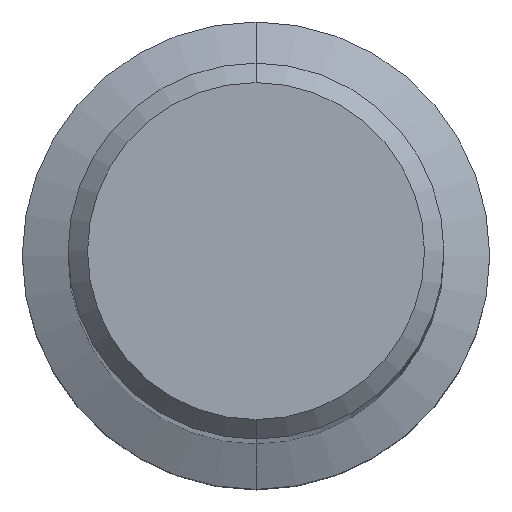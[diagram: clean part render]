
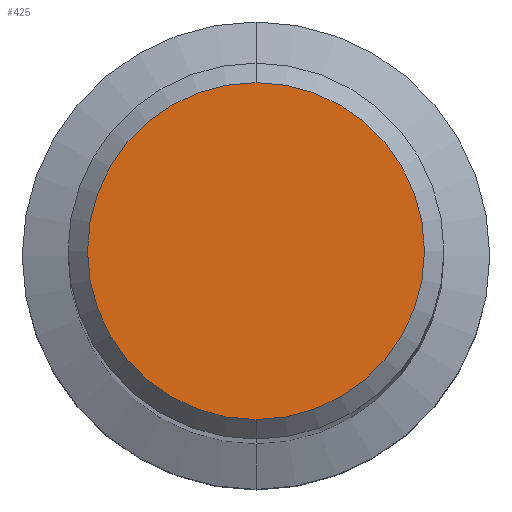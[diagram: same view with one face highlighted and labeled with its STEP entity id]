
A CAD part, top view. The second image highlights one B-rep face of the part: STEP entity #425.
In plain terms, the highlighted planar face has unit normal (0, 0, 1).
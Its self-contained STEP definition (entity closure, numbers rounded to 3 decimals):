
#211=EDGE_CURVE('',#403,#227,#566,.T.);
#227=VERTEX_POINT('',#583);
#403=VERTEX_POINT('',#778);
#425=ADVANCED_FACE('',(#803),#804,.T.);
#481=EDGE_CURVE('',#227,#403,#867,.T.);
#566=CIRCLE('',#954,8.65);
#583=CARTESIAN_POINT('',(0.0,8.65,0.0));
#778=CARTESIAN_POINT('',(0.,-8.65,0.0));
#803=FACE_OUTER_BOUND('',#1464,.T.);
#804=PLANE('',#1465);
#867=CIRCLE('',#1599,8.65);
#954=AXIS2_PLACEMENT_3D('',#1711,#1712,#1713);
#1464=EDGE_LOOP('',(#1993,#1994));
#1465=AXIS2_PLACEMENT_3D('',#1995,#1996,#1997);
#1599=AXIS2_PLACEMENT_3D('',#2067,#2068,#2069);
#1711=CARTESIAN_POINT('',(0.0,0.0,0.0));
#1712=DIRECTION('',(0.0,0.0,-1.0));
#1713=DIRECTION('',(0.0,1.0,0.0));
#1993=ORIENTED_EDGE('',*,*,#481,.F.);
#1994=ORIENTED_EDGE('',*,*,#211,.F.);
#1995=CARTESIAN_POINT('',(0.0,4.325,0.0));
#1996=DIRECTION('',(-0.0,0.0,1.0));
#1997=DIRECTION('',(0.0,-1.0,0.0));
#2067=CARTESIAN_POINT('',(0.0,0.0,0.0));
#2068=DIRECTION('',(0.0,0.0,-1.0));
#2069=DIRECTION('',(0.0,1.0,0.0));
